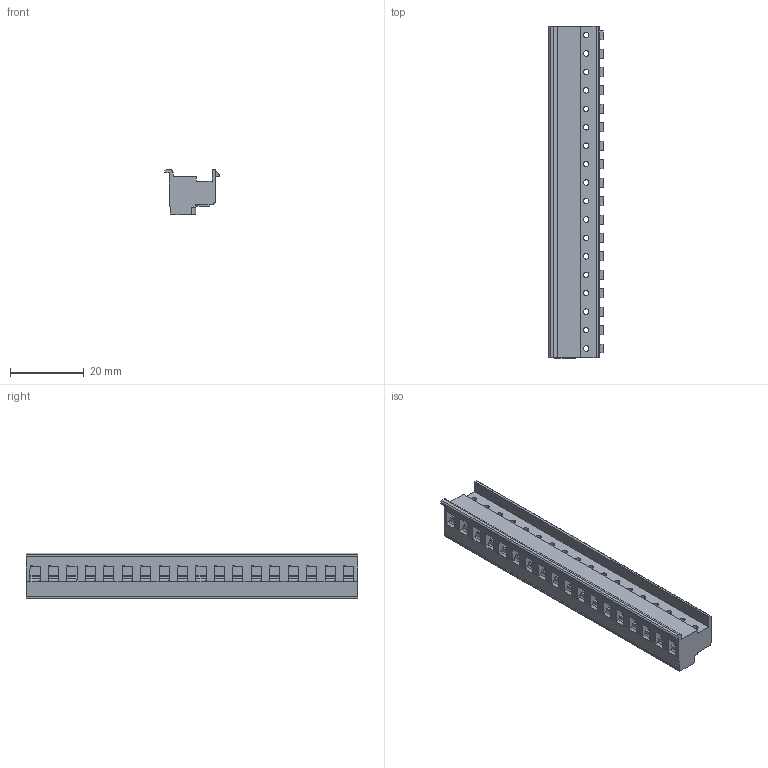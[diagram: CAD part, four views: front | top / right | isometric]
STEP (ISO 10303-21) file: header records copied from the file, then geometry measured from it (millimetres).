
FILE_DESCRIPTION((''),'2;1');
FILE_NAME('TL219-XXP-XC','2024-11-20T15:36:32',('sheji'),(''),'CREO PARAMETRIC BY PTC INC, 2018100','CREO PARAMETRIC BY PTC INC, 2018100','');
FILE_SCHEMA(('CONFIG_CONTROL_DESIGN'));
Length unit declared in the file: millimetre
Products named in the file (1): TL219-XXP-XC
Bounding box: 14.7 x 90 x 12.35 mm (x, y, z)
Volume: 9112.1 mm3; surface area: 7265.5 mm2
Topology: 1 solids, 1 shells, 892 faces, 2616 edges, 1744 vertices
Faces by surface type: plane 651, cylinder 241
Entity records: 29834 total; most frequent: CARTESIAN_POINT 5550, ORIENTED_EDGE 5232, DIRECTION 4900, EDGE_CURVE 2616, VECTOR 2008, LINE 2008, VERTEX_POINT 1744, AXIS2_PLACEMENT_3D 1446
